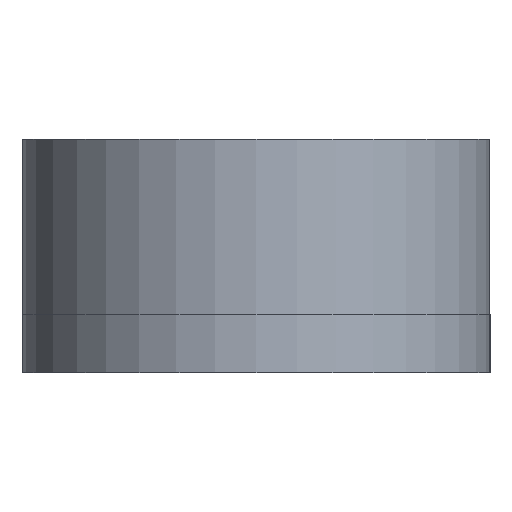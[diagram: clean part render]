
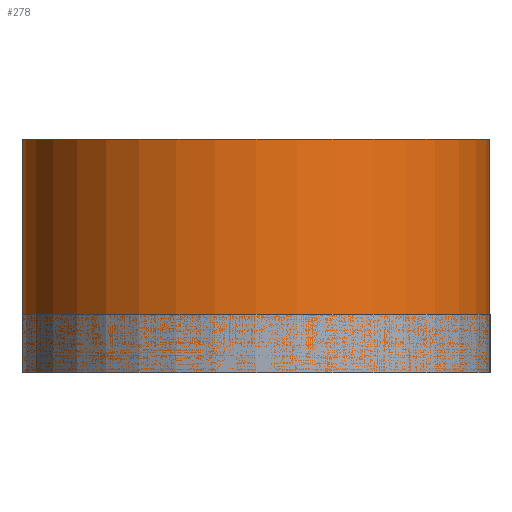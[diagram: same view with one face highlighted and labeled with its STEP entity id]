
A CAD part, left-side view. The second image highlights one B-rep face of the part: STEP entity #278.
In plain terms, the highlighted cylindrical face has radius 20 mm (diameter 40 mm), a partial arc.
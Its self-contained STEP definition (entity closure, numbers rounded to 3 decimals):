
#33=CIRCLE('',#321,20.);
#34=CIRCLE('',#322,20.);
#40=CYLINDRICAL_SURFACE('',#320,20.);
#54=FACE_OUTER_BOUND('',#70,.T.);
#70=EDGE_LOOP('',(#235,#236,#237,#238));
#92=LINE('',#469,#116);
#98=LINE('',#484,#122);
#116=VECTOR('',#385,10.);
#122=VECTOR('',#399,10.);
#139=VERTEX_POINT('',#465);
#141=VERTEX_POINT('',#468);
#145=VERTEX_POINT('',#480);
#146=VERTEX_POINT('',#482);
#172=EDGE_CURVE('',#139,#141,#92,.T.);
#180=EDGE_CURVE('',#145,#146,#98,.T.);
#181=EDGE_CURVE('',#139,#145,#33,.T.);
#182=EDGE_CURVE('',#141,#146,#34,.T.);
#235=ORIENTED_EDGE('',*,*,#181,.T.);
#236=ORIENTED_EDGE('',*,*,#180,.T.);
#237=ORIENTED_EDGE('',*,*,#182,.F.);
#238=ORIENTED_EDGE('',*,*,#172,.F.);
#278=ADVANCED_FACE('',(#54),#40,.T.);
#320=AXIS2_PLACEMENT_3D('',#485,#400,#401);
#321=AXIS2_PLACEMENT_3D('',#486,#402,#403);
#322=AXIS2_PLACEMENT_3D('',#487,#404,#405);
#385=DIRECTION('',(0.,0.,1.));
#399=DIRECTION('',(0.,0.,1.));
#400=DIRECTION('center_axis',(0.,0.,1.));
#401=DIRECTION('ref_axis',(-1.,0.,0.));
#402=DIRECTION('center_axis',(0.,0.,1.));
#403=DIRECTION('ref_axis',(1.,0.,0.));
#404=DIRECTION('center_axis',(0.,0.,1.));
#405=DIRECTION('ref_axis',(1.,0.,0.));
#465=CARTESIAN_POINT('',(20.,40.,0.));
#468=CARTESIAN_POINT('',(20.,40.,20.));
#469=CARTESIAN_POINT('',(20.,40.,0.));
#480=CARTESIAN_POINT('',(20.,0.,0.));
#482=CARTESIAN_POINT('',(20.,0.,20.));
#484=CARTESIAN_POINT('',(20.,0.,0.));
#485=CARTESIAN_POINT('Origin',(20.,20.,0.));
#486=CARTESIAN_POINT('Origin',(20.,20.,0.));
#487=CARTESIAN_POINT('Origin',(20.,20.,20.));
